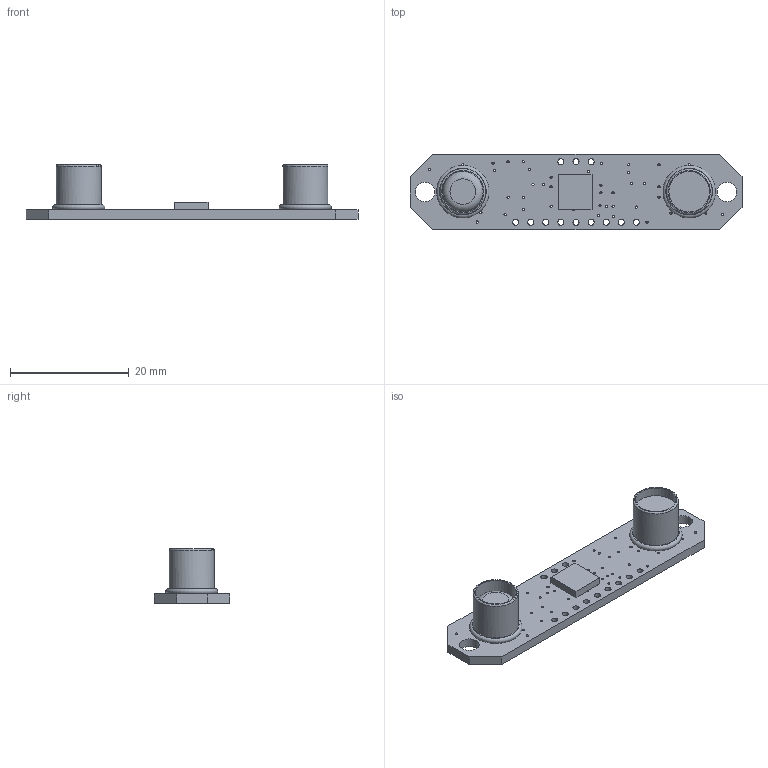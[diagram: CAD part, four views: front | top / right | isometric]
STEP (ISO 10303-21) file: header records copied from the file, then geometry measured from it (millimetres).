
FILE_DESCRIPTION(/* description */ (''),/* implementation_level */ '2;1');
FILE_NAME(/* name */ 'CS_GestureSensor_SEN-12780.iam.stp',/* time_stamp */ '2016-01-07T16:48:48-08:00',/* author */ ('PhillipD'),/* organization */ (''),/* preprocessor_version */ 'ST-DEVELOPER v16.1',/* originating_system */ 'Autodesk Inventor 2016',/* authorisation */ '');
FILE_SCHEMA (('AUTOMOTIVE_DESIGN { 1 0 10303 214 3 1 1 }'));
Length unit declared in the file: inch
Products named in the file (2): ZX_Distance_and_Gesture_Sensor_v10.brd_Outline; CS_GestureSensor_SEN-12780
Assembly tree (1 placements, depth 2):
  CS_GestureSensor_SEN-12780
    ZX_Distance_and_Gesture_Sensor_v10.brd_Outline
Bounding box: 55.88 x 12.7 x 9.22 mm (x, y, z)
Volume: 1670.8 mm3; surface area: 2828.3 mm2
Topology: 3 solids, 3 shells, 107 faces, 272 edges, 180 vertices
Faces by surface type: cylinder 73, plane 29, torus 5
Full cylindrical faces by diameter (mm): 0.381 x49, 0.81 x4, 1.02 x12, 3.302 x2, 6.858 x4, 7.62 x2
Entity records: 3239 total; most frequent: DIRECTION 566, CARTESIAN_POINT 480, ORIENTED_EDGE 384, EDGE_LOOP 322, AXIS2_PLACEMENT_3D 264, FACE_BOUND 215, EDGE_CURVE 192, VERTEX_POINT 178
